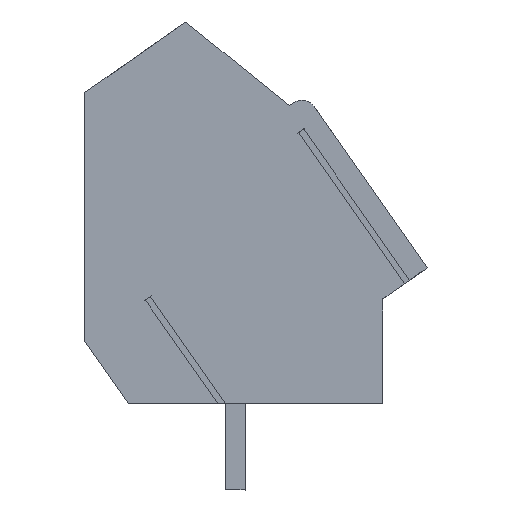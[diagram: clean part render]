
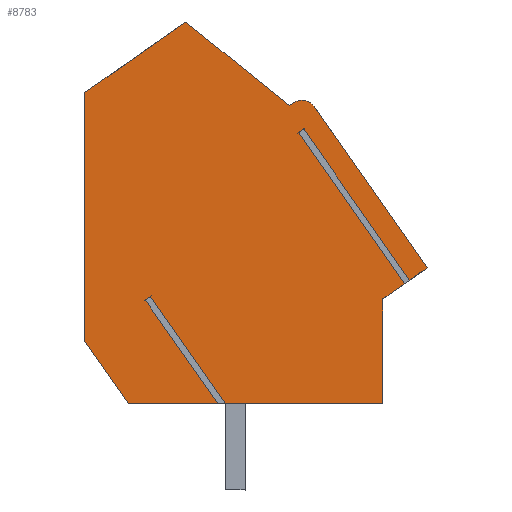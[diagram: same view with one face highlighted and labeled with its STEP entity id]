
A CAD part, left-side view. The second image highlights one B-rep face of the part: STEP entity #8783.
In plain terms, the highlighted planar face has unit normal (-1, 0, 0).
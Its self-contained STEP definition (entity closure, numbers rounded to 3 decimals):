
#7362=AXIS2_PLACEMENT_3D('Circle Axis2P3D',#7360,#7361,$) ;
#8723=AXIS2_PLACEMENT_3D('Plane Axis2P3D',#8720,#8721,#8722) ;
#7008=CARTESIAN_POINT('Vertex',(0.,1.8,3.5)) ;
#7011=CARTESIAN_POINT('Line Origine',(0.,4.996,3.5)) ;
#7015=CARTESIAN_POINT('Vertex',(0.,8.192,3.5)) ;
#7036=CARTESIAN_POINT('Vertex',(0.,8.496,3.5)) ;
#7039=CARTESIAN_POINT('Line Origine',(0.,10.312,3.5)) ;
#7043=CARTESIAN_POINT('Vertex',(0.,12.128,3.5)) ;
#7131=CARTESIAN_POINT('Line Origine',(0.,13.014,4.765)) ;
#7135=CARTESIAN_POINT('Vertex',(0.,13.9,6.03)) ;
#7156=CARTESIAN_POINT('Line Origine',(0.,13.9,11.081)) ;
#7160=CARTESIAN_POINT('Vertex',(0.,13.9,16.132)) ;
#7249=CARTESIAN_POINT('Line Origine',(0.,11.852,17.566)) ;
#7253=CARTESIAN_POINT('Vertex',(0.,9.804,19.)) ;
#7310=CARTESIAN_POINT('Line Origine',(0.,7.696,17.302)) ;
#7314=CARTESIAN_POINT('Vertex',(0.,5.588,15.604)) ;
#7335=CARTESIAN_POINT('Line Origine',(0.,5.506,15.662)) ;
#7339=CARTESIAN_POINT('Vertex',(0.,5.424,15.719)) ;
#7360=CARTESIAN_POINT('Axis2P3D Location',(0.,5.08,15.227)) ;
#7364=CARTESIAN_POINT('Vertex',(0.,4.589,15.572)) ;
#7385=CARTESIAN_POINT('Line Origine',(0.,2.294,12.295)) ;
#7389=CARTESIAN_POINT('Vertex',(0.,0.,9.018)) ;
#7478=CARTESIAN_POINT('Line Origine',(0.,0.358,8.767)) ;
#7482=CARTESIAN_POINT('Vertex',(0.,0.717,8.516)) ;
#7503=CARTESIAN_POINT('Vertex',(0.,0.921,8.373)) ;
#7506=CARTESIAN_POINT('Line Origine',(0.,1.361,8.066)) ;
#7510=CARTESIAN_POINT('Vertex',(0.,1.8,7.758)) ;
#8707=CARTESIAN_POINT('Line Origine',(0.,1.8,5.629)) ;
#8720=CARTESIAN_POINT('Axis2P3D Location',(0.,13.9,0.)) ;
#8725=CARTESIAN_POINT('Line Origine',(0.,9.972,5.608)) ;
#8729=CARTESIAN_POINT('Vertex',(0.,11.448,7.716)) ;
#8732=CARTESIAN_POINT('Line Origine',(0.,11.346,7.788)) ;
#8736=CARTESIAN_POINT('Vertex',(0.,11.244,7.859)) ;
#8739=CARTESIAN_POINT('Line Origine',(0.,9.718,5.68)) ;
#8744=CARTESIAN_POINT('Line Origine',(0.,3.072,11.445)) ;
#8748=CARTESIAN_POINT('Vertex',(0.,5.223,14.517)) ;
#8751=CARTESIAN_POINT('Line Origine',(0.,5.121,14.588)) ;
#8755=CARTESIAN_POINT('Vertex',(0.,5.019,14.66)) ;
#8758=CARTESIAN_POINT('Line Origine',(0.,2.868,11.588)) ;
#7012=DIRECTION('Vector Direction',(0.,1.,0.)) ;
#7040=DIRECTION('Vector Direction',(0.,1.,0.)) ;
#7132=DIRECTION('Vector Direction',(0.,0.574,0.819)) ;
#7157=DIRECTION('Vector Direction',(0.,0.,1.)) ;
#7250=DIRECTION('Vector Direction',(0.,-0.819,0.574)) ;
#7311=DIRECTION('Vector Direction',(0.,-0.779,-0.627)) ;
#7336=DIRECTION('Vector Direction',(0.,-0.819,0.574)) ;
#7361=DIRECTION('Axis2P3D Direction',(-1.,0.,0.)) ;
#7386=DIRECTION('Vector Direction',(0.,-0.574,-0.819)) ;
#7479=DIRECTION('Vector Direction',(0.,0.819,-0.574)) ;
#7507=DIRECTION('Vector Direction',(0.,0.819,-0.574)) ;
#8708=DIRECTION('Vector Direction',(0.,0.,-1.)) ;
#8721=DIRECTION('Axis2P3D Direction',(-1.,0.,0.)) ;
#8722=DIRECTION('Axis2P3D XDirection',(0.,-1.,0.)) ;
#8726=DIRECTION('Vector Direction',(0.,-0.574,-0.819)) ;
#8733=DIRECTION('Vector Direction',(0.,0.819,-0.574)) ;
#8740=DIRECTION('Vector Direction',(0.,-0.574,-0.819)) ;
#8745=DIRECTION('Vector Direction',(0.,-0.574,-0.819)) ;
#8752=DIRECTION('Vector Direction',(0.,0.819,-0.574)) ;
#8759=DIRECTION('Vector Direction',(0.,-0.574,-0.819)) ;
#7013=VECTOR('Line Direction',#7012,1.) ;
#7041=VECTOR('Line Direction',#7040,1.) ;
#7133=VECTOR('Line Direction',#7132,1.) ;
#7158=VECTOR('Line Direction',#7157,1.) ;
#7251=VECTOR('Line Direction',#7250,1.) ;
#7312=VECTOR('Line Direction',#7311,1.) ;
#7337=VECTOR('Line Direction',#7336,1.) ;
#7387=VECTOR('Line Direction',#7386,1.) ;
#7480=VECTOR('Line Direction',#7479,1.) ;
#7508=VECTOR('Line Direction',#7507,1.) ;
#8709=VECTOR('Line Direction',#8708,1.) ;
#8727=VECTOR('Line Direction',#8726,1.) ;
#8734=VECTOR('Line Direction',#8733,1.) ;
#8741=VECTOR('Line Direction',#8740,1.) ;
#8746=VECTOR('Line Direction',#8745,1.) ;
#8753=VECTOR('Line Direction',#8752,1.) ;
#8760=VECTOR('Line Direction',#8759,1.) ;
#8764=ORIENTED_EDGE('',*,*,#7484,.T.) ;
#8765=ORIENTED_EDGE('',*,*,#7391,.T.) ;
#8766=ORIENTED_EDGE('',*,*,#7366,.T.) ;
#8767=ORIENTED_EDGE('',*,*,#7341,.T.) ;
#8768=ORIENTED_EDGE('',*,*,#7316,.T.) ;
#8769=ORIENTED_EDGE('',*,*,#7255,.T.) ;
#8770=ORIENTED_EDGE('',*,*,#7162,.T.) ;
#8771=ORIENTED_EDGE('',*,*,#7137,.T.) ;
#8772=ORIENTED_EDGE('',*,*,#7045,.T.) ;
#8773=ORIENTED_EDGE('',*,*,#8731,.F.) ;
#8774=ORIENTED_EDGE('',*,*,#8738,.F.) ;
#8775=ORIENTED_EDGE('',*,*,#8743,.T.) ;
#8776=ORIENTED_EDGE('',*,*,#7017,.T.) ;
#8777=ORIENTED_EDGE('',*,*,#8711,.T.) ;
#8778=ORIENTED_EDGE('',*,*,#7512,.T.) ;
#8779=ORIENTED_EDGE('',*,*,#8750,.F.) ;
#8780=ORIENTED_EDGE('',*,*,#8757,.F.) ;
#8781=ORIENTED_EDGE('',*,*,#8762,.T.) ;
#8783=ADVANCED_FACE('HOUSING',(#8782),#8724,.T.) ;
#7363=CIRCLE('generated circle',#7362,0.6) ;
#7017=EDGE_CURVE('',#7016,#7009,#7014,.F.) ;
#7045=EDGE_CURVE('',#7044,#7037,#7042,.F.) ;
#7137=EDGE_CURVE('',#7136,#7044,#7134,.F.) ;
#7162=EDGE_CURVE('',#7161,#7136,#7159,.F.) ;
#7255=EDGE_CURVE('',#7254,#7161,#7252,.F.) ;
#7316=EDGE_CURVE('',#7315,#7254,#7313,.F.) ;
#7341=EDGE_CURVE('',#7340,#7315,#7338,.F.) ;
#7366=EDGE_CURVE('',#7365,#7340,#7363,.T.) ;
#7391=EDGE_CURVE('',#7390,#7365,#7388,.F.) ;
#7484=EDGE_CURVE('',#7483,#7390,#7481,.F.) ;
#7512=EDGE_CURVE('',#7511,#7504,#7509,.F.) ;
#8711=EDGE_CURVE('',#7009,#7511,#8710,.F.) ;
#8731=EDGE_CURVE('',#8730,#7037,#8728,.T.) ;
#8738=EDGE_CURVE('',#8737,#8730,#8735,.T.) ;
#8743=EDGE_CURVE('',#8737,#7016,#8742,.T.) ;
#8750=EDGE_CURVE('',#8749,#7504,#8747,.T.) ;
#8757=EDGE_CURVE('',#8756,#8749,#8754,.T.) ;
#8762=EDGE_CURVE('',#8756,#7483,#8761,.T.) ;
#8763=EDGE_LOOP('',(#8764,#8765,#8766,#8767,#8768,#8769,#8770,#8771,#8772,#8773,#8774,#8775,#8776,#8777,#8778,#8779,#8780,#8781)) ;
#8782=FACE_OUTER_BOUND('',#8763,.T.) ;
#7014=LINE('Line',#7011,#7013) ;
#7042=LINE('Line',#7039,#7041) ;
#7134=LINE('Line',#7131,#7133) ;
#7159=LINE('Line',#7156,#7158) ;
#7252=LINE('Line',#7249,#7251) ;
#7313=LINE('Line',#7310,#7312) ;
#7338=LINE('Line',#7335,#7337) ;
#7388=LINE('Line',#7385,#7387) ;
#7481=LINE('Line',#7478,#7480) ;
#7509=LINE('Line',#7506,#7508) ;
#8710=LINE('Line',#8707,#8709) ;
#8728=LINE('Line',#8725,#8727) ;
#8735=LINE('Line',#8732,#8734) ;
#8742=LINE('Line',#8739,#8741) ;
#8747=LINE('Line',#8744,#8746) ;
#8754=LINE('Line',#8751,#8753) ;
#8761=LINE('Line',#8758,#8760) ;
#8724=PLANE('',#8723) ;
#7009=VERTEX_POINT('',#7008) ;
#7016=VERTEX_POINT('',#7015) ;
#7037=VERTEX_POINT('',#7036) ;
#7044=VERTEX_POINT('',#7043) ;
#7136=VERTEX_POINT('',#7135) ;
#7161=VERTEX_POINT('',#7160) ;
#7254=VERTEX_POINT('',#7253) ;
#7315=VERTEX_POINT('',#7314) ;
#7340=VERTEX_POINT('',#7339) ;
#7365=VERTEX_POINT('',#7364) ;
#7390=VERTEX_POINT('',#7389) ;
#7483=VERTEX_POINT('',#7482) ;
#7504=VERTEX_POINT('',#7503) ;
#7511=VERTEX_POINT('',#7510) ;
#8730=VERTEX_POINT('',#8729) ;
#8737=VERTEX_POINT('',#8736) ;
#8749=VERTEX_POINT('',#8748) ;
#8756=VERTEX_POINT('',#8755) ;
